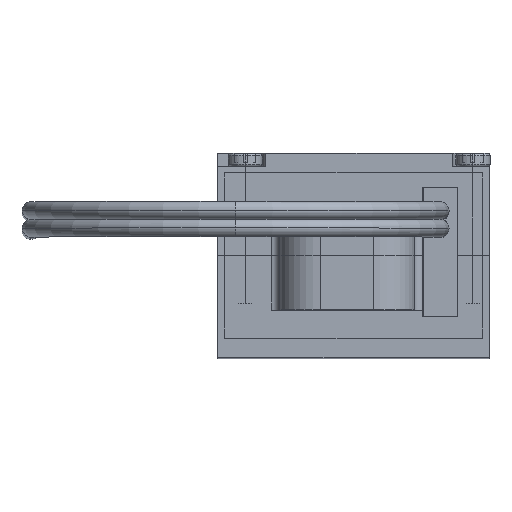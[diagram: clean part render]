
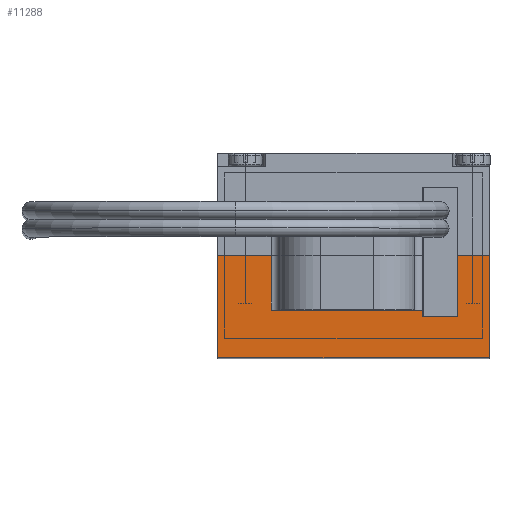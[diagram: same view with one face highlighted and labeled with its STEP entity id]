
A CAD part, top view. The second image highlights one B-rep face of the part: STEP entity #11288.
In plain terms, the highlighted planar face has unit normal (0, 0, 1).
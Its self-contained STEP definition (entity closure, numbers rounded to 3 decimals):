
#25 = CARTESIAN_POINT ( 'NONE',  ( 19.9, 7.5, 0. ) ) ;
#65 = CARTESIAN_POINT ( 'NONE',  ( 4.5, 3.5, 0. ) ) ;
#108 = CARTESIAN_POINT ( 'NONE',  ( 0., 7.5, 0. ) ) ;
#462 = EDGE_CURVE ( 'NONE', #2431, #4625, #917, .T. ) ;
#551 = CARTESIAN_POINT ( 'NONE',  ( 19.9, 7.5, 0. ) ) ;
#917 = LINE ( 'NONE', #8381, #12757 ) ;
#1007 = EDGE_CURVE ( 'NONE', #1555, #7226, #2693, .T. ) ;
#1103 = CARTESIAN_POINT ( 'NONE',  ( 19.9, 0., 0. ) ) ;
#1270 = CARTESIAN_POINT ( 'NONE',  ( 17.6, 3., 0. ) ) ;
#1390 = EDGE_CURVE ( 'NONE', #1469, #5764, #9326, .T. ) ;
#1469 = VERTEX_POINT ( 'NONE', #108 ) ;
#1555 = VERTEX_POINT ( 'NONE', #7141 ) ;
#1740 = ORIENTED_EDGE ( 'NONE', *, *, #1007, .T. ) ;
#1751 = CARTESIAN_POINT ( 'NONE',  ( 19.9, 7.5, 0. ) ) ;
#2177 = VECTOR ( 'NONE', #11523, 1000. ) ;
#2318 = VERTEX_POINT ( 'NONE', #12668 ) ;
#2323 = DIRECTION ( 'NONE',  ( 0., 0., -1. ) ) ;
#2378 = EDGE_CURVE ( 'NONE', #2318, #9676, #8292, .T. ) ;
#2431 = VERTEX_POINT ( 'NONE', #1270 ) ;
#2523 = VECTOR ( 'NONE', #8641, 1000. ) ;
#2693 = LINE ( 'NONE', #1103, #11142 ) ;
#2980 = LINE ( 'NONE', #551, #12512 ) ;
#3075 = EDGE_CURVE ( 'NONE', #4625, #11030, #5933, .T. ) ;
#3996 = ORIENTED_EDGE ( 'NONE', *, *, #1390, .F. ) ;
#4625 = VERTEX_POINT ( 'NONE', #9915 ) ;
#4780 = VECTOR ( 'NONE', #13729, 1000. ) ;
#4884 = EDGE_CURVE ( 'NONE', #9676, #5764, #7504, .T. ) ;
#5011 = DIRECTION ( 'NONE',  ( 0., 1., 0. ) ) ;
#5156 = LINE ( 'NONE', #5528, #11282 ) ;
#5357 = VERTEX_POINT ( 'NONE', #11104 ) ;
#5528 = CARTESIAN_POINT ( 'NONE',  ( 15., 3., 0. ) ) ;
#5670 = CARTESIAN_POINT ( 'NONE',  ( 3.9, 7.5, 0. ) ) ;
#5724 = DIRECTION ( 'NONE',  ( 1., 0., 0. ) ) ;
#5736 = PLANE ( 'NONE',  #14536 ) ;
#5764 = VERTEX_POINT ( 'NONE', #9683 ) ;
#5807 = EDGE_CURVE ( 'NONE', #11030, #7226, #2980, .T. ) ;
#5933 = LINE ( 'NONE', #1751, #2523 ) ;
#5972 = EDGE_CURVE ( 'NONE', #5357, #2431, #13766, .T. ) ;
#6064 = ORIENTED_EDGE ( 'NONE', *, *, #5807, .F. ) ;
#6217 = DIRECTION ( 'NONE',  ( 0., -1., 0. ) ) ;
#6462 = CARTESIAN_POINT ( 'NONE',  ( 17.6, 3., 0. ) ) ;
#6474 = DIRECTION ( 'NONE',  ( 0., -1., 0. ) ) ;
#6522 = DIRECTION ( 'NONE',  ( 1., 0., 0. ) ) ;
#6728 = ORIENTED_EDGE ( 'NONE', *, *, #3075, .F. ) ;
#6892 = CARTESIAN_POINT ( 'NONE',  ( 19.9, 7.5, 0. ) ) ;
#7013 = CARTESIAN_POINT ( 'NONE',  ( 19.9, 0., 0. ) ) ;
#7115 = ORIENTED_EDGE ( 'NONE', *, *, #4884, .T. ) ;
#7141 = CARTESIAN_POINT ( 'NONE',  ( 0., 0., 0. ) ) ;
#7226 = VERTEX_POINT ( 'NONE', #7013 ) ;
#7504 = LINE ( 'NONE', #5670, #4780 ) ;
#7967 = LINE ( 'NONE', #13360, #14088 ) ;
#8228 = ORIENTED_EDGE ( 'NONE', *, *, #462, .F. ) ;
#8292 = LINE ( 'NONE', #65, #2177 ) ;
#8381 = CARTESIAN_POINT ( 'NONE',  ( 17.6, 3., 0. ) ) ;
#8636 = ORIENTED_EDGE ( 'NONE', *, *, #5972, .F. ) ;
#8641 = DIRECTION ( 'NONE',  ( 1., 0., 0. ) ) ;
#9326 = LINE ( 'NONE', #6892, #14377 ) ;
#9485 = FACE_OUTER_BOUND ( 'NONE', #14664, .T. ) ;
#9676 = VERTEX_POINT ( 'NONE', #13071 ) ;
#9683 = CARTESIAN_POINT ( 'NONE',  ( 3.9, 7.5, 0. ) ) ;
#9915 = CARTESIAN_POINT ( 'NONE',  ( 17.6, 7.5, 0. ) ) ;
#10334 = VECTOR ( 'NONE', #6522, 1000. ) ;
#10359 = DIRECTION ( 'NONE',  ( -1., 0., 0. ) ) ;
#10427 = ORIENTED_EDGE ( 'NONE', *, *, #11832, .T. ) ;
#11030 = VERTEX_POINT ( 'NONE', #13293 ) ;
#11104 = CARTESIAN_POINT ( 'NONE',  ( 15., 3., 0. ) ) ;
#11142 = VECTOR ( 'NONE', #12506, 1000. ) ;
#11276 = DIRECTION ( 'NONE',  ( 0., 1., 0. ) ) ;
#11282 = VECTOR ( 'NONE', #11276, 1000. ) ;
#11288 = ADVANCED_FACE ( 'NONE', ( #9485 ), #5736, .F. ) ;
#11302 = ORIENTED_EDGE ( 'NONE', *, *, #2378, .T. ) ;
#11523 = DIRECTION ( 'NONE',  ( -1., 0., 0. ) ) ;
#11832 = EDGE_CURVE ( 'NONE', #5357, #2318, #5156, .T. ) ;
#12506 = DIRECTION ( 'NONE',  ( 1., 0., 0. ) ) ;
#12512 = VECTOR ( 'NONE', #6217, 1000. ) ;
#12535 = ORIENTED_EDGE ( 'NONE', *, *, #12642, .T. ) ;
#12642 = EDGE_CURVE ( 'NONE', #1469, #1555, #7967, .T. ) ;
#12668 = CARTESIAN_POINT ( 'NONE',  ( 15., 3.5, 0. ) ) ;
#12757 = VECTOR ( 'NONE', #5011, 1000. ) ;
#13071 = CARTESIAN_POINT ( 'NONE',  ( 3.9, 3.5, 0. ) ) ;
#13293 = CARTESIAN_POINT ( 'NONE',  ( 19.9, 7.5, 0. ) ) ;
#13360 = CARTESIAN_POINT ( 'NONE',  ( 0., 7.5, 0. ) ) ;
#13729 = DIRECTION ( 'NONE',  ( 0., 1., 0. ) ) ;
#13766 = LINE ( 'NONE', #6462, #10334 ) ;
#14088 = VECTOR ( 'NONE', #6474, 1000. ) ;
#14377 = VECTOR ( 'NONE', #5724, 1000. ) ;
#14536 = AXIS2_PLACEMENT_3D ( 'NONE', #25, #2323, #10359 ) ;
#14664 = EDGE_LOOP ( 'NONE', ( #11302, #7115, #3996, #12535, #1740, #6064, #6728, #8228, #8636, #10427 ) ) ;
